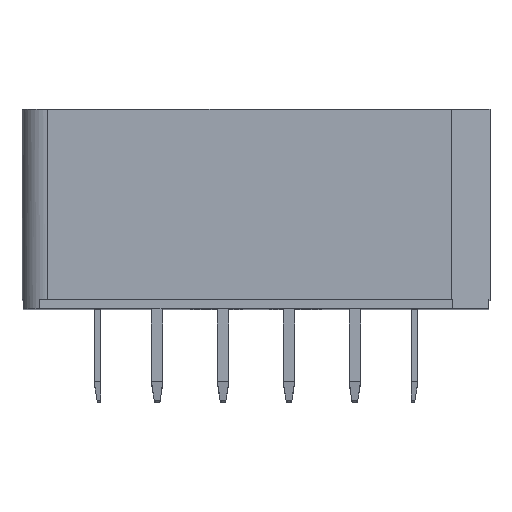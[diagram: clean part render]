
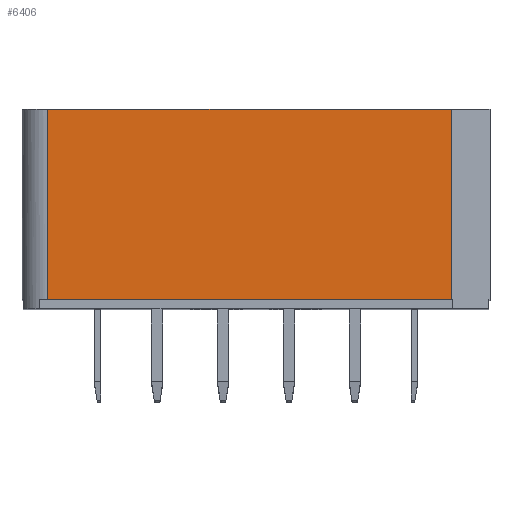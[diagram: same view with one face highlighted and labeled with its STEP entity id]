
A CAD part, top view. The second image highlights one B-rep face of the part: STEP entity #6406.
In plain terms, the highlighted planar face has unit normal (0, 0, 1).
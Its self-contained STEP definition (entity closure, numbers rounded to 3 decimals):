
#6406=ADVANCED_FACE('',(#15975),#15976,.T.);
#11056=EDGE_CURVE('',#22180,#22177,#22181,.T.);
#12562=EDGE_CURVE('',#24184,#22177,#24187,.T.);
#12612=EDGE_CURVE('',#24184,#24249,#24252,.T.);
#12616=EDGE_CURVE('',#24249,#22180,#24256,.T.);
#15975=FACE_OUTER_BOUND('',#27605,.T.);
#15976=PLANE('',#27606);
#22177=VERTEX_POINT('',#38141);
#22180=VERTEX_POINT('',#38145);
#22181=LINE('',#38146,#38147);
#24184=VERTEX_POINT('',#41593);
#24187=LINE('',#41597,#41598);
#24249=VERTEX_POINT('',#41702);
#24252=LINE('',#41707,#41708);
#24256=LINE('',#41715,#41716);
#27605=EDGE_LOOP('',(#52293,#52294,#52295,#52296));
#27606=AXIS2_PLACEMENT_3D('',#52297,#52298,#52299);
#38141=CARTESIAN_POINT('',(-8.02,7.7,10.3));
#38145=CARTESIAN_POINT('',(7.52,7.7,10.3));
#38146=CARTESIAN_POINT('',(-8.02,7.7,10.3));
#38147=VECTOR('',#56224,1.0);
#41593=CARTESIAN_POINT('',(-8.02,0.35,10.3));
#41597=CARTESIAN_POINT('',(-8.02,0.,10.3));
#41598=VECTOR('',#57099,1.0);
#41702=CARTESIAN_POINT('',(7.52,0.35,10.3));
#41707=CARTESIAN_POINT('',(3.76,0.35,10.3));
#41708=VECTOR('',#57134,1.0);
#41715=CARTESIAN_POINT('',(7.52,0.,10.3));
#41716=VECTOR('',#57136,1.0);
#52293=ORIENTED_EDGE('',*,*,#12612,.T.);
#52294=ORIENTED_EDGE('',*,*,#12616,.T.);
#52295=ORIENTED_EDGE('',*,*,#11056,.T.);
#52296=ORIENTED_EDGE('',*,*,#12562,.F.);
#52297=CARTESIAN_POINT('',(7.52,0.,10.3));
#52298=DIRECTION('',(0.0,0.,1.0));
#52299=DIRECTION('',(0.0,-1.0,0.));
#56224=DIRECTION('',(-1.0,0.0,0.0));
#57099=DIRECTION('',(0.0,1.0,0.));
#57134=DIRECTION('',(1.0,0.0,0.0));
#57136=DIRECTION('',(0.0,1.0,0.));
